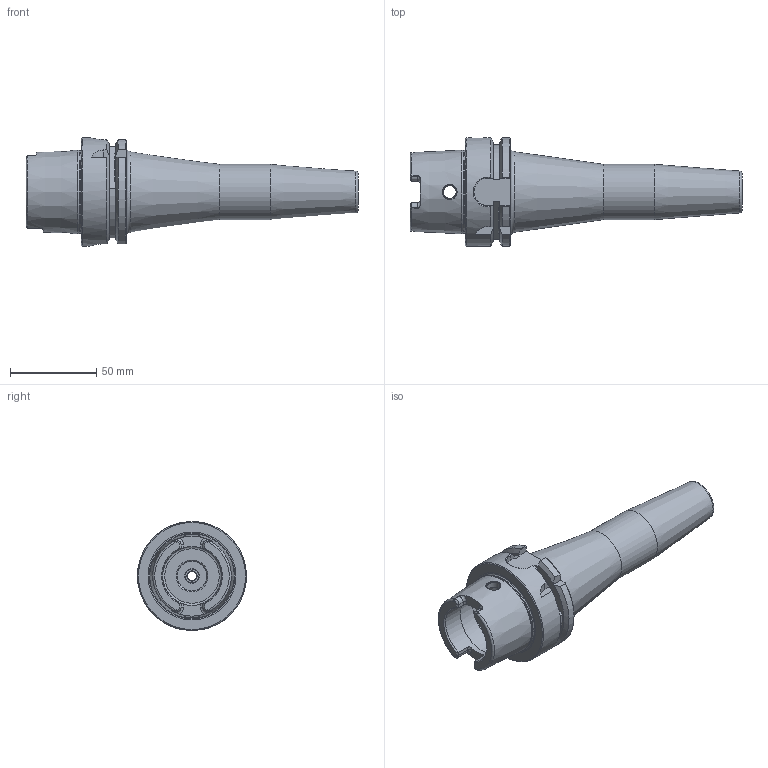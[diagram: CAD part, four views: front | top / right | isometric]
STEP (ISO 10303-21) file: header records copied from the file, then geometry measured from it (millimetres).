
FILE_DESCRIPTION((''),'2;1');
FILE_NAME('INT''H63A-M12SF160-9.iam.step','2010-04-23T09:01:55',(''),(''),'Autodesk Inventor 2009','Autodesk Inventor 2009','');
FILE_SCHEMA(('AUTOMOTIVE_DESIGN { 1 0 10303 214 1 1 1 1 }'));
Length unit declared in the file: inch
Products named in the file (3): H63A-M12SF160-9; H63A-M12SF160-9-1; BS-SFM101-20
Assembly tree (2 placements, depth 2):
  H63A-M12SF160-9
    H63A-M12SF160-9-1
    BS-SFM101-20
Bounding box: 192 x 63 x 63 mm (x, y, z)
Volume: 194636.3 mm3; surface area: 40148.8 mm2
Topology: 2 solids, 2 shells, 160 faces, 410 edges, 257 vertices
Faces by surface type: plane 59, cylinder 35, cone 31, bspline 28, torus 7
Full cylindrical faces by diameter (mm): 7.5 x2, 10 x1, 11.975 x1, 12.737 x1, 16.916 x1, 32 x1, 34 x2, 40 x1, 48.041 x1, 63 x1
Entity records: 6327 total; most frequent: CARTESIAN_POINT 2732, ORIENTED_EDGE 716, DIRECTION 631, EDGE_CURVE 358, AXIS2_PLACEMENT_3D 254, VERTEX_POINT 243, EDGE_LOOP 209, FACE_OUTER_BOUND 160
